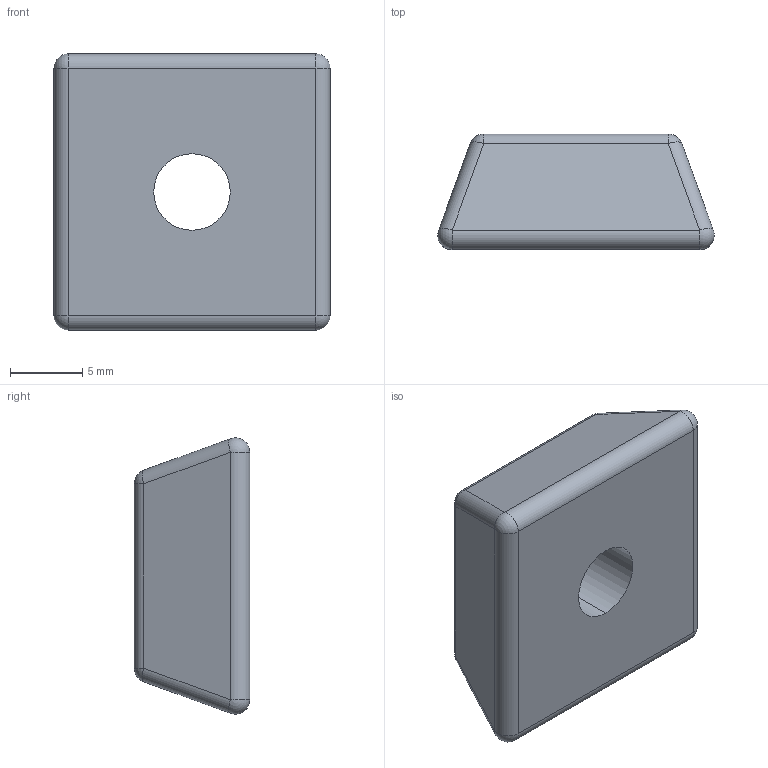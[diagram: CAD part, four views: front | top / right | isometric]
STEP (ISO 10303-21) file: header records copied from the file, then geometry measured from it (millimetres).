
FILE_DESCRIPTION (( 'STEP AP214' ), '1' );
FILE_NAME ('printer feet.STEP', '2025-09-18T19:07:39', ( '' ), ( '' ), 'SwSTEP 2.0', 'SolidWorks 2024', '' );
FILE_SCHEMA (( 'AUTOMOTIVE_DESIGN' ));
Length unit declared in the file: millimetre
Products named in the file (1): printer feet
Bounding box: 19.14 x 8 x 19.14 mm (x, y, z)
Volume: 2064.4 mm3; surface area: 1157.8 mm2
Topology: 1 solids, 1 shells, 30 faces, 66 edges, 34 vertices
Faces by surface type: cylinder 14, sphere 8, plane 6, cone 2
Entity records: 1101 total; most frequent: DIRECTION 150, CARTESIAN_POINT 119, ORIENTED_EDGE 116, AXIS2_PLACEMENT_3D 61, EDGE_CURVE 58, EDGE_LOOP 32, UNCERTAINTY_MEASURE_WITH_UNIT 32, SURFACE_STYLE_USAGE 31
